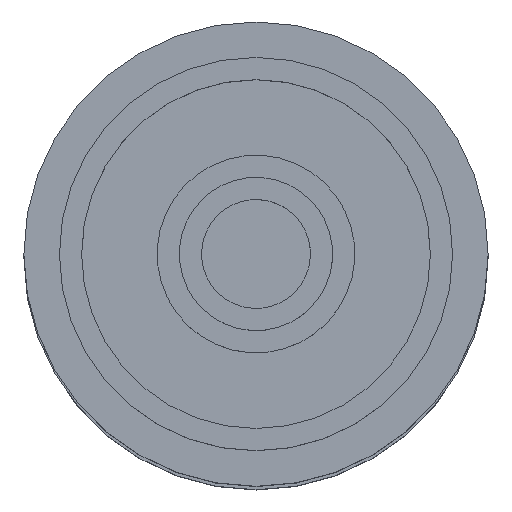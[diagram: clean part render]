
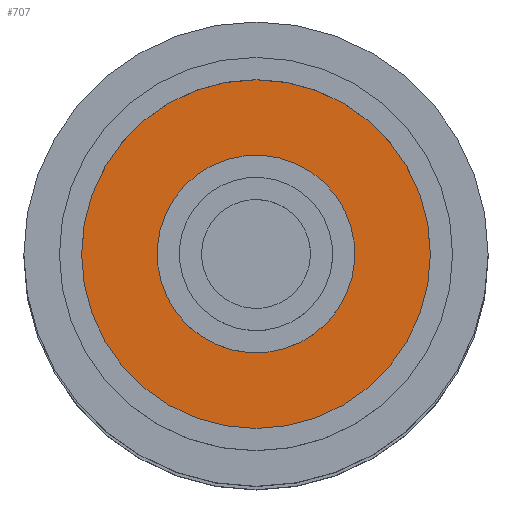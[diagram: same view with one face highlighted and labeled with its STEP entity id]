
A CAD part, top view. The second image highlights one B-rep face of the part: STEP entity #707.
In plain terms, the highlighted face is planar.
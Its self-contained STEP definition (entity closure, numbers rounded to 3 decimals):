
#131=FACE_BOUND('',#233,.T.);
#165=PLANE('',#884);
#192=FACE_OUTER_BOUND('',#232,.T.);
#232=EDGE_LOOP('',(#594,#595));
#233=EDGE_LOOP('',(#596,#597));
#324=CIRCLE('',#882,4.25);
#325=CIRCLE('',#883,4.25);
#326=CIRCLE('',#885,7.85);
#327=CIRCLE('',#886,7.85);
#390=VERTEX_POINT('',#1392);
#391=VERTEX_POINT('',#1393);
#392=VERTEX_POINT('',#1398);
#393=VERTEX_POINT('',#1399);
#465=EDGE_CURVE('',#390,#391,#324,.T.);
#466=EDGE_CURVE('',#391,#390,#325,.T.);
#468=EDGE_CURVE('',#392,#393,#326,.T.);
#469=EDGE_CURVE('',#393,#392,#327,.T.);
#594=ORIENTED_EDGE('',*,*,#468,.F.);
#595=ORIENTED_EDGE('',*,*,#469,.F.);
#596=ORIENTED_EDGE('',*,*,#465,.T.);
#597=ORIENTED_EDGE('',*,*,#466,.T.);
#707=ADVANCED_FACE('',(#192,#131),#165,.F.);
#882=AXIS2_PLACEMENT_3D('',#1394,#1099,#1100);
#883=AXIS2_PLACEMENT_3D('',#1395,#1101,#1102);
#884=AXIS2_PLACEMENT_3D('',#1397,#1104,#1105);
#885=AXIS2_PLACEMENT_3D('',#1400,#1106,#1107);
#886=AXIS2_PLACEMENT_3D('',#1401,#1108,#1109);
#1099=DIRECTION('center_axis',(0.,0.,1.));
#1100=DIRECTION('ref_axis',(1.,0.,0.));
#1101=DIRECTION('center_axis',(0.,0.,1.));
#1102=DIRECTION('ref_axis',(1.,0.,0.));
#1104=DIRECTION('center_axis',(0.,0.,1.));
#1105=DIRECTION('ref_axis',(1.,0.,0.));
#1106=DIRECTION('center_axis',(0.,0.,1.));
#1107=DIRECTION('ref_axis',(1.,0.,0.));
#1108=DIRECTION('center_axis',(0.,0.,1.));
#1109=DIRECTION('ref_axis',(1.,0.,0.));
#1392=CARTESIAN_POINT('',(4.25,0.,-2.05));
#1393=CARTESIAN_POINT('',(-4.25,0.,-2.05));
#1394=CARTESIAN_POINT('Origin',(0.,0.,-2.05));
#1395=CARTESIAN_POINT('Origin',(0.,0.,-2.05));
#1397=CARTESIAN_POINT('Origin',(0.,4.25,-2.05));
#1398=CARTESIAN_POINT('',(7.85,0.,-2.05));
#1399=CARTESIAN_POINT('',(-7.85,0.,-2.05));
#1400=CARTESIAN_POINT('Origin',(0.,0.,-2.05));
#1401=CARTESIAN_POINT('Origin',(0.,0.,-2.05));
